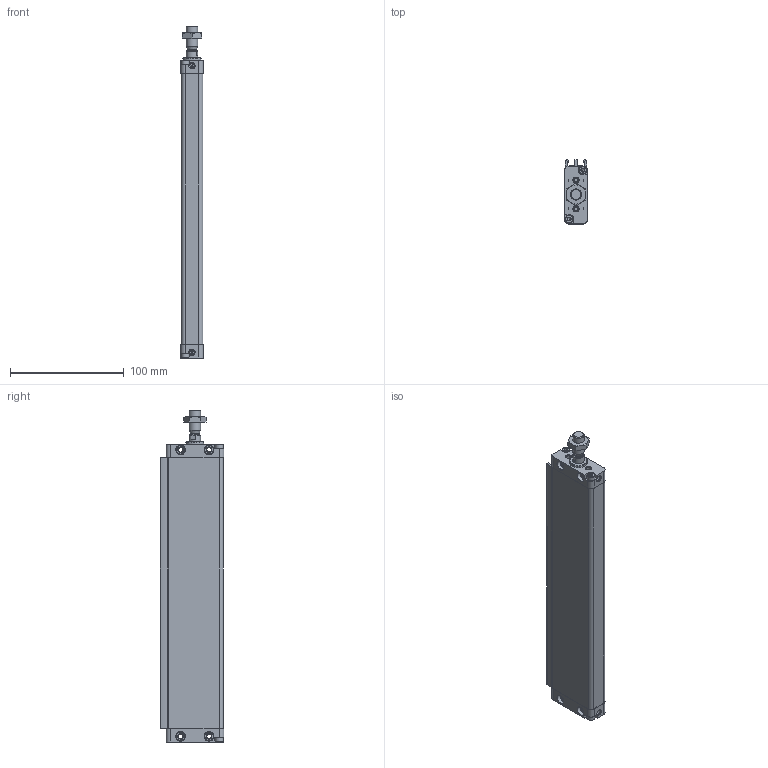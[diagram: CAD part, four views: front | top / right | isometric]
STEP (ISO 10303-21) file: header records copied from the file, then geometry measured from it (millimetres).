
FILE_DESCRIPTION(/* description */ ('STEP AP214'),/* implementation_level */ '2;1');
FILE_NAME(/* name */ '161258_DZF-25-200-A-P-A',/* time_stamp */ '2024-08-23T17:24:23+02:00',/* author */ ('License CC BY-ND 4.0'),/* organization */ ('CADENAS'),/* preprocessor_version */ 'ST-DEVELOPER v19.3',/* originating_system */ 'PARTsolutions',/* authorisation */ ' ');
FILE_SCHEMA (('AUTOMOTIVE_DESIGN {1 0 10303 214 3 1 1}'));
Length unit declared in the file: millimetre
Products named in the file (5): 161258 DZF-25-200-A-P-A---(0); 161258 DZF-25-200-A-P-A---(ZR); 161258 DZF-25-200-A-P-A---(KS); DIN-439-B - M10x1.25(F); 5088186 M5x5
Assembly tree (5 placements, depth 2):
  161258 DZF-25-200-A-P-A---(0)
    161258 DZF-25-200-A-P-A---(ZR)
    161258 DZF-25-200-A-P-A---(KS)
    DIN-439-B - M10x1.25(F)
    5088186 M5x5  x2
Bounding box: 20 x 56 x 292 mm (x, y, z)
Volume: 173771 mm3; surface area: 80997.2 mm2
Topology: 5 solids, 5 shells, 379 faces, 956 edges, 599 vertices
Faces by surface type: plane 182, cylinder 93, cone 76, torus 28
Full cylindrical faces by diameter (mm): 2.57 x2, 4 x3, 4.134 x22, 5 x4, 7 x4, 8 x8, 8.2 x1, 8.647 x1, 10 x3, 16 x1
Entity records: 9814 total; most frequent: CARTESIAN_POINT 1819, DIRECTION 1696, ORIENTED_EDGE 1460, EDGE_CURVE 730, AXIS2_PLACEMENT_3D 671, VERTEX_POINT 524, FACE_BOUND 502, EDGE_LOOP 496
